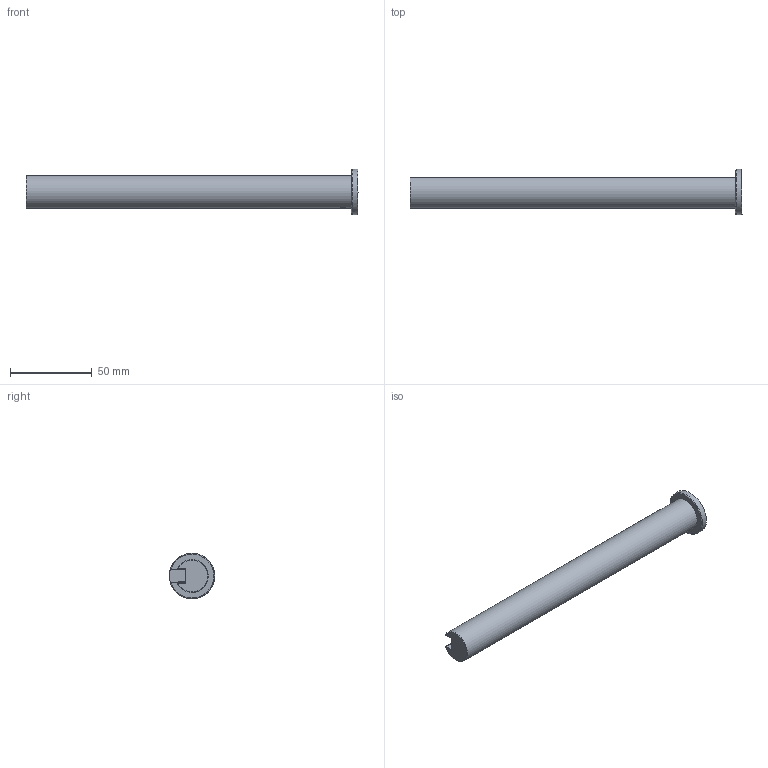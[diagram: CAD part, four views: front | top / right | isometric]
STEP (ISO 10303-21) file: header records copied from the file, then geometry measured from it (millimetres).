
FILE_DESCRIPTION(/* description */ ('Unknown'),/* implementation_level */ '2;1');
FILE_NAME(/* name */ '2025-12-22_Spritzschutz_Protect_15.008..__',/* time_stamp */ '2025-12-22T10:57:20+01:00',/* author */ ('Unknown'),/* organization */ ('Unknown'),/* preprocessor_version */ 'ST-DEVELOPER v20',/* originating_system */ 'Solid Edge',/* authorisation */ 'Unknown');
FILE_SCHEMA (('AUTOMOTIVE_DESIGN {1 0 10303 214 3 1 1}'));
Length unit declared in the file: millimetre
Products named in the file (5): 2025-12-22_Spritzschutz_Protect_15.008..__; Halter Spritzschutz rechts; Profilhalter rechts; Senkschraube_DIN_7991___M4x10; Klemmteil 
Assembly tree (4 placements, depth 2):
  2025-12-22_Spritzschutz_Protect_15.008..__
    Halter Spritzschutz rechts
    Profilhalter rechts
    Senkschraube_DIN_7991___M4x10
    Klemmteil 
Bounding box: 203.5 x 27.97 x 27.95 mm (x, y, z)
Volume: 54593.4 mm3; surface area: 18880.5 mm2
Topology: 4 solids, 4 shells, 88 faces, 214 edges, 137 vertices
Faces by surface type: plane 37, cylinder 30, cone 11, torus 8, bspline 2
Full cylindrical faces by diameter (mm): 3.3 x1, 3.7 x1, 4 x1, 4.5 x2, 5 x1, 5.2 x1, 7.5 x1, 8.1 x3
Entity records: 2740 total; most frequent: CARTESIAN_POINT 467, DIRECTION 420, ORIENTED_EDGE 354, EDGE_CURVE 177, AXIS2_PLACEMENT_3D 164, VERTEX_POINT 125, FACE_BOUND 122, EDGE_LOOP 119
